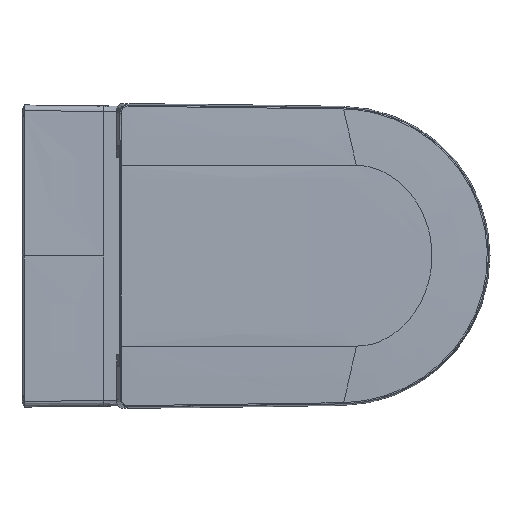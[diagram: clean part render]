
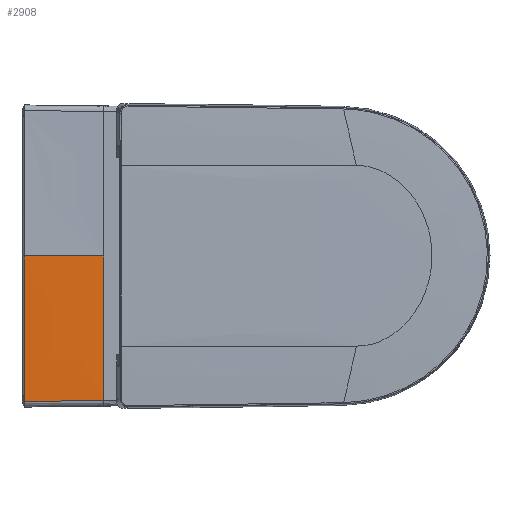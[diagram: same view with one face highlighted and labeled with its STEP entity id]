
A CAD part, top view. The second image highlights one B-rep face of the part: STEP entity #2908.
In plain terms, the highlighted free-form (B-spline) face has degree [3, 3] with [4, 4] control points.
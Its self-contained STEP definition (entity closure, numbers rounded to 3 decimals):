
#2822=CARTESIAN_POINT('',(100.0,0.,0.));
#2823=CARTESIAN_POINT('',(100.0,-59.076,0.));
#2824=CARTESIAN_POINT('',(100.0,-118.153,0.));
#2825=CARTESIAN_POINT('',(100.0,-177.229,0.));
#2826=CARTESIAN_POINT('',(67.56,0.,0.));
#2827=CARTESIAN_POINT('',(67.56,-59.21,0.));
#2828=CARTESIAN_POINT('',(67.563,-118.418,0.));
#2829=CARTESIAN_POINT('',(67.566,-177.627,0.));
#2830=CARTESIAN_POINT('',(35.126,0.,0.631));
#2831=CARTESIAN_POINT('',(35.126,-59.345,0.631));
#2832=CARTESIAN_POINT('',(35.13,-118.691,0.824));
#2833=CARTESIAN_POINT('',(35.132,-178.026,0.097));
#2834=CARTESIAN_POINT('',(2.698,0.,1.894));
#2835=CARTESIAN_POINT('',(2.698,-59.479,1.894));
#2836=CARTESIAN_POINT('',(2.698,-118.958,1.344));
#2837=CARTESIAN_POINT('',(2.698,-178.424,0.154));
#2838=B_SPLINE_SURFACE_WITH_KNOTS('',3,3,((#2822,#2826,#2830,#2834),(#2823,#2827,#2831,#2835),(#2824,#2828,#2832,#2836),(#2825,#2829,#2833,#2837)),.UNSPECIFIED.,.F.,.F.,.U.,(4,4),(4,4),(0.0,177.849),(0.0,97.325),.UNSPECIFIED.);
#2839=CARTESIAN_POINT('',(2.891,-178.422,0.154));
#2840=VERTEX_POINT('',#2839);
#2841=CARTESIAN_POINT('',(2.7,-174.351,0.235));
#2842=VERTEX_POINT('',#2841);
#2843=CARTESIAN_POINT('',(2.7,-174.351,0.235));
#2844=CARTESIAN_POINT('',(2.7,-175.01,0.222));
#2845=CARTESIAN_POINT('',(2.717,-175.671,0.209));
#2846=CARTESIAN_POINT('',(2.781,-177.027,0.182));
#2847=CARTESIAN_POINT('',(2.83,-177.726,0.168));
#2848=CARTESIAN_POINT('',(2.891,-178.422,0.154));
#2849=B_SPLINE_CURVE_WITH_KNOTS('',3,(#2843,#2844,#2845,#2846,#2847,#2848),.UNSPECIFIED.,.F.,.U.,(4,2,4),(-0.407,-0.21,0.),.UNSPECIFIED.);
#2850=EDGE_CURVE('',#2840,#2842,#2849,.F.);
#2851=ORIENTED_EDGE('',*,*,#2850,.F.);
#2852=CARTESIAN_POINT('',(100.,-177.053,0.));
#2853=VERTEX_POINT('',#2852);
#2854=CARTESIAN_POINT('',(2.892,-178.422,0.154));
#2855=CARTESIAN_POINT('',(12.637,-178.282,0.137));
#2856=CARTESIAN_POINT('',(22.383,-178.14,0.117));
#2857=CARTESIAN_POINT('',(32.121,-177.997,0.096));
#2858=CARTESIAN_POINT('',(46.711,-177.783,0.065));
#2859=CARTESIAN_POINT('',(61.276,-177.574,0.038));
#2860=CARTESIAN_POINT('',(66.128,-177.505,0.029));
#2861=CARTESIAN_POINT('',(74.289,-177.391,0.017));
#2862=CARTESIAN_POINT('',(82.441,-177.281,0.008));
#2863=CARTESIAN_POINT('',(85.747,-177.237,0.006));
#2864=CARTESIAN_POINT('',(90.585,-177.173,0.002));
#2865=CARTESIAN_POINT('',(95.419,-177.111,0.001));
#2866=CARTESIAN_POINT('',(96.947,-177.091,0.));
#2867=CARTESIAN_POINT('',(98.474,-177.072,0.));
#2868=CARTESIAN_POINT('',(100.0,-177.053,0.));
#2869=B_SPLINE_CURVE_WITH_KNOTS('',5,(#2854,#2855,#2856,#2857,#2858,#2859,#2860,#2861,#2862,#2863,#2864,#2865,#2866,#2867,#2868),.UNSPECIFIED.,.F.,.U.,(6,3,3,3,6),(53.42,120.821,154.522,177.538,188.223),.UNSPECIFIED.);
#2870=EDGE_CURVE('',#2840,#2853,#2869,.T.);
#2871=ORIENTED_EDGE('',*,*,#2870,.T.);
#2872=CARTESIAN_POINT('',(100.0,0.,0.0));
#2873=VERTEX_POINT('',#2872);
#2874=CARTESIAN_POINT('',(100.0,0.,0.));
#2875=DIRECTION('',(0.0,-1.0,0.0));
#2876=VECTOR('',#2875,177.053);
#2877=LINE('',#2874,#2876);
#2878=EDGE_CURVE('',#2873,#2853,#2877,.T.);
#2879=ORIENTED_EDGE('',*,*,#2878,.F.);
#2880=CARTESIAN_POINT('',(2.698,0.,1.894));
#2881=VERTEX_POINT('',#2880);
#2882=CARTESIAN_POINT('',(100.0,0.,0.));
#2883=CARTESIAN_POINT('',(67.56,0.,0.));
#2884=CARTESIAN_POINT('',(35.126,0.,0.631));
#2885=CARTESIAN_POINT('',(2.698,0.,1.894));
#2886=B_SPLINE_CURVE_WITH_KNOTS('',3,(#2882,#2883,#2884,#2885),.UNSPECIFIED.,.F.,.U.,(4,4),(0.,137.636),.UNSPECIFIED.);
#2887=EDGE_CURVE('',#2881,#2873,#2886,.F.);
#2888=ORIENTED_EDGE('',*,*,#2887,.F.);
#2889=CARTESIAN_POINT('',(2.7,-174.351,0.235));
#2890=CARTESIAN_POINT('',(2.7,-159.81,0.518));
#2891=CARTESIAN_POINT('',(2.7,-145.269,0.764));
#2892=CARTESIAN_POINT('',(2.7,-116.184,1.182));
#2893=CARTESIAN_POINT('',(2.699,-101.641,1.354));
#2894=CARTESIAN_POINT('',(2.699,-72.582,1.626));
#2895=CARTESIAN_POINT('',(2.699,-58.066,1.727));
#2896=CARTESIAN_POINT('',(2.698,-36.291,1.827));
#2897=CARTESIAN_POINT('',(2.698,-29.033,1.852));
#2898=CARTESIAN_POINT('',(2.698,-18.146,1.877));
#2899=CARTESIAN_POINT('',(2.698,-14.516,1.883));
#2900=CARTESIAN_POINT('',(2.698,-7.258,1.891));
#2901=CARTESIAN_POINT('',(2.698,-3.629,1.894));
#2902=CARTESIAN_POINT('',(2.698,0.,1.894));
#2903=B_SPLINE_CURVE_WITH_KNOTS('',3,(#2889,#2890,#2891,#2892,#2893,#2894,#2895,#2896,#2897,#2898,#2899,#2900,#2901,#2902),.UNSPECIFIED.,.F.,.U.,(4,2,2,2,2,2,4),(0.0,4.363,8.726,13.081,15.258,16.347,17.436),.UNSPECIFIED.);
#2904=EDGE_CURVE('',#2842,#2881,#2903,.T.);
#2905=ORIENTED_EDGE('',*,*,#2904,.F.);
#2906=EDGE_LOOP('',(#2851,#2871,#2879,#2888,#2905));
#2907=FACE_OUTER_BOUND('',#2906,.T.);
#2908=ADVANCED_FACE('',(#2907),#2838,.F.);
